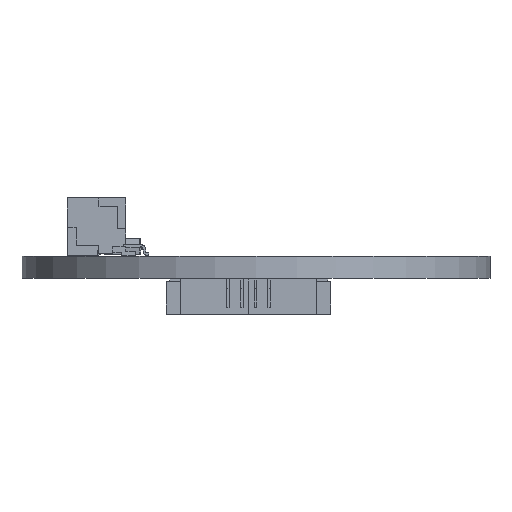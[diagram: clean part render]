
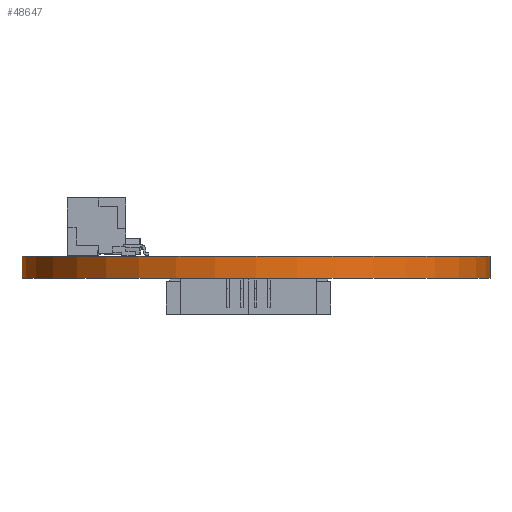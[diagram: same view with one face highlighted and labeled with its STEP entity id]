
A CAD part, front view. The second image highlights one B-rep face of the part: STEP entity #48647.
In plain terms, the highlighted cylindrical face has radius 17 mm (diameter 34 mm), a full revolution.
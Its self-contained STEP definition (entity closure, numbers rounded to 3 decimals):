
#48647 = ADVANCED_FACE('',(#48648),#48661,.T.);
#48648 = FACE_BOUND('',#48649,.T.);
#48649 = EDGE_LOOP('',(#48650,#48684,#48707,#48734));
#48650 = ORIENTED_EDGE('',*,*,#48651,.F.);
#48651 = EDGE_CURVE('',#48652,#48652,#48654,.T.);
#48652 = VERTEX_POINT('',#48653);
#48653 = CARTESIAN_POINT('',(149.278,-93.98,1.6));
#48654 = SURFACE_CURVE('',#48655,(#48660,#48672),.PCURVE_S1.);
#48655 = CIRCLE('',#48656,17.);
#48656 = AXIS2_PLACEMENT_3D('',#48657,#48658,#48659);
#48657 = CARTESIAN_POINT('',(132.278,-93.98,1.6));
#48658 = DIRECTION('',(0.,0.,1.));
#48659 = DIRECTION('',(1.,0.,-0.));
#48660 = PCURVE('',#48661,#48666);
#48661 = CYLINDRICAL_SURFACE('',#48662,17.);
#48662 = AXIS2_PLACEMENT_3D('',#48663,#48664,#48665);
#48663 = CARTESIAN_POINT('',(132.278,-93.98,0.));
#48664 = DIRECTION('',(0.,0.,1.));
#48665 = DIRECTION('',(1.,0.,-0.));
#48666 = DEFINITIONAL_REPRESENTATION('',(#48667),#48671);
#48667 = LINE('',#48668,#48669);
#48668 = CARTESIAN_POINT('',(0.,1.6));
#48669 = VECTOR('',#48670,1.);
#48670 = DIRECTION('',(1.,0.));
#48671 = ( GEOMETRIC_REPRESENTATION_CONTEXT(2) 
PARAMETRIC_REPRESENTATION_CONTEXT() REPRESENTATION_CONTEXT('2D SPACE',''
  ) );
#48672 = PCURVE('',#48673,#48678);
#48673 = PLANE('',#48674);
#48674 = AXIS2_PLACEMENT_3D('',#48675,#48676,#48677);
#48675 = CARTESIAN_POINT('',(132.278,-93.98,1.6));
#48676 = DIRECTION('',(0.,0.,1.));
#48677 = DIRECTION('',(1.,0.,-0.));
#48678 = DEFINITIONAL_REPRESENTATION('',(#48679),#48683);
#48679 = CIRCLE('',#48680,17.);
#48680 = AXIS2_PLACEMENT_2D('',#48681,#48682);
#48681 = CARTESIAN_POINT('',(0.,0.));
#48682 = DIRECTION('',(1.,0.));
#48683 = ( GEOMETRIC_REPRESENTATION_CONTEXT(2) 
PARAMETRIC_REPRESENTATION_CONTEXT() REPRESENTATION_CONTEXT('2D SPACE',''
  ) );
#48684 = ORIENTED_EDGE('',*,*,#48685,.F.);
#48685 = EDGE_CURVE('',#48686,#48652,#48688,.T.);
#48686 = VERTEX_POINT('',#48687);
#48687 = CARTESIAN_POINT('',(149.278,-93.98,0.));
#48688 = SEAM_CURVE('',#48689,(#48693,#48700),.PCURVE_S1.);
#48689 = LINE('',#48690,#48691);
#48690 = CARTESIAN_POINT('',(149.278,-93.98,0.));
#48691 = VECTOR('',#48692,1.);
#48692 = DIRECTION('',(0.,0.,1.));
#48693 = PCURVE('',#48661,#48694);
#48694 = DEFINITIONAL_REPRESENTATION('',(#48695),#48699);
#48695 = LINE('',#48696,#48697);
#48696 = CARTESIAN_POINT('',(6.283,-0.));
#48697 = VECTOR('',#48698,1.);
#48698 = DIRECTION('',(0.,1.));
#48699 = ( GEOMETRIC_REPRESENTATION_CONTEXT(2) 
PARAMETRIC_REPRESENTATION_CONTEXT() REPRESENTATION_CONTEXT('2D SPACE',''
  ) );
#48700 = PCURVE('',#48661,#48701);
#48701 = DEFINITIONAL_REPRESENTATION('',(#48702),#48706);
#48702 = LINE('',#48703,#48704);
#48703 = CARTESIAN_POINT('',(0.,-0.));
#48704 = VECTOR('',#48705,1.);
#48705 = DIRECTION('',(0.,1.));
#48706 = ( GEOMETRIC_REPRESENTATION_CONTEXT(2) 
PARAMETRIC_REPRESENTATION_CONTEXT() REPRESENTATION_CONTEXT('2D SPACE',''
  ) );
#48707 = ORIENTED_EDGE('',*,*,#48708,.T.);
#48708 = EDGE_CURVE('',#48686,#48686,#48709,.T.);
#48709 = SURFACE_CURVE('',#48710,(#48715,#48722),.PCURVE_S1.);
#48710 = CIRCLE('',#48711,17.);
#48711 = AXIS2_PLACEMENT_3D('',#48712,#48713,#48714);
#48712 = CARTESIAN_POINT('',(132.278,-93.98,0.));
#48713 = DIRECTION('',(0.,0.,1.));
#48714 = DIRECTION('',(1.,0.,-0.));
#48715 = PCURVE('',#48661,#48716);
#48716 = DEFINITIONAL_REPRESENTATION('',(#48717),#48721);
#48717 = LINE('',#48718,#48719);
#48718 = CARTESIAN_POINT('',(0.,0.));
#48719 = VECTOR('',#48720,1.);
#48720 = DIRECTION('',(1.,0.));
#48721 = ( GEOMETRIC_REPRESENTATION_CONTEXT(2) 
PARAMETRIC_REPRESENTATION_CONTEXT() REPRESENTATION_CONTEXT('2D SPACE',''
  ) );
#48722 = PCURVE('',#48723,#48728);
#48723 = PLANE('',#48724);
#48724 = AXIS2_PLACEMENT_3D('',#48725,#48726,#48727);
#48725 = CARTESIAN_POINT('',(132.278,-93.98,0.));
#48726 = DIRECTION('',(0.,0.,1.));
#48727 = DIRECTION('',(1.,0.,-0.));
#48728 = DEFINITIONAL_REPRESENTATION('',(#48729),#48733);
#48729 = CIRCLE('',#48730,17.);
#48730 = AXIS2_PLACEMENT_2D('',#48731,#48732);
#48731 = CARTESIAN_POINT('',(0.,0.));
#48732 = DIRECTION('',(1.,0.));
#48733 = ( GEOMETRIC_REPRESENTATION_CONTEXT(2) 
PARAMETRIC_REPRESENTATION_CONTEXT() REPRESENTATION_CONTEXT('2D SPACE',''
  ) );
#48734 = ORIENTED_EDGE('',*,*,#48685,.T.);
